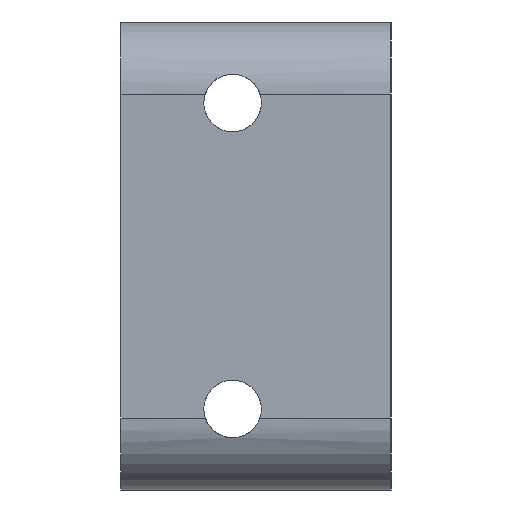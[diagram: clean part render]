
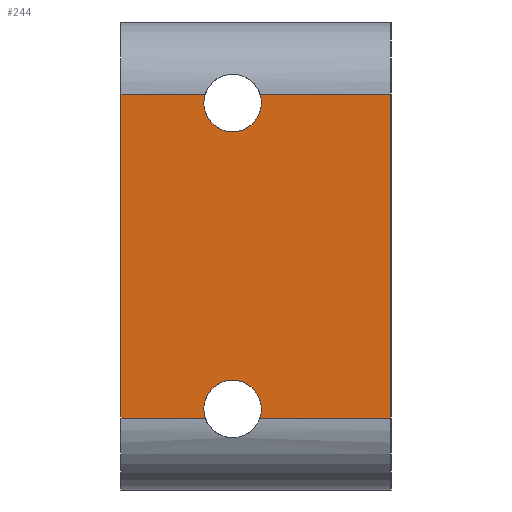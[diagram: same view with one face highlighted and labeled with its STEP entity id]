
A CAD part, left-side view. The second image highlights one B-rep face of the part: STEP entity #244.
In plain terms, the highlighted planar face has unit normal (-1, 0, 0).
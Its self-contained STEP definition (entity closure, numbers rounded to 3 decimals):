
#63 = DIRECTION ( 'NONE',  ( 1., 0., 0. ) ) ;
#70 = EDGE_CURVE ( 'NONE', #1993, #1799, #1118, .T. ) ;
#86 = ORIENTED_EDGE ( 'NONE', *, *, #875, .T. ) ;
#89 = DIRECTION ( 'NONE',  ( 0., 0., 1. ) ) ;
#91 = DIRECTION ( 'NONE',  ( 0., 0., -1. ) ) ;
#94 = VERTEX_POINT ( 'NONE', #1273 ) ;
#132 = CIRCLE ( 'NONE', #1994, 1.6 ) ;
#154 = EDGE_CURVE ( 'NONE', #1961, #94, #1142, .T. ) ;
#163 = ORIENTED_EDGE ( 'NONE', *, *, #1230, .T. ) ;
#164 = CARTESIAN_POINT ( 'NONE',  ( -50., 8.8, 8.5 ) ) ;
#185 = CARTESIAN_POINT ( 'NONE',  ( -50., 15., -9. ) ) ;
#200 = AXIS2_PLACEMENT_3D ( 'NONE', #2179, #1261, #2322 ) ;
#227 = CARTESIAN_POINT ( 'NONE',  ( -50., 15., 9. ) ) ;
#244 = ADVANCED_FACE ( 'NONE', ( #1410 ), #1935, .F. ) ;
#453 = CARTESIAN_POINT ( 'NONE',  ( -50., 0., 9. ) ) ;
#492 = AXIS2_PLACEMENT_3D ( 'NONE', #164, #906, #1649 ) ;
#573 = CARTESIAN_POINT ( 'NONE',  ( -50., 8.8, 6.9 ) ) ;
#701 = VECTOR ( 'NONE', #2236, 1000. ) ;
#722 = VERTEX_POINT ( 'NONE', #1573 ) ;
#733 = VERTEX_POINT ( 'NONE', #453 ) ;
#747 = CARTESIAN_POINT ( 'NONE',  ( -50., 8.8, -6.9 ) ) ;
#758 = VERTEX_POINT ( 'NONE', #2122 ) ;
#772 = VECTOR ( 'NONE', #896, 1000. ) ;
#795 = EDGE_CURVE ( 'NONE', #94, #2235, #1820, .T. ) ;
#819 = LINE ( 'NONE', #1711, #939 ) ;
#851 = VERTEX_POINT ( 'NONE', #747 ) ;
#874 = ORIENTED_EDGE ( 'NONE', *, *, #889, .T. ) ;
#875 = EDGE_CURVE ( 'NONE', #851, #1993, #132, .T. ) ;
#889 = EDGE_CURVE ( 'NONE', #733, #758, #1109, .T. ) ;
#896 = DIRECTION ( 'NONE',  ( 0., 1., 0. ) ) ;
#906 = DIRECTION ( 'NONE',  ( 1., 0., 0. ) ) ;
#907 = ORIENTED_EDGE ( 'NONE', *, *, #1737, .F. ) ;
#908 = DIRECTION ( 'NONE',  ( 1., 0., 0. ) ) ;
#939 = VECTOR ( 'NONE', #1558, 1000. ) ;
#978 = LINE ( 'NONE', #1728, #1894 ) ;
#1026 = VECTOR ( 'NONE', #2171, 1000. ) ;
#1046 = EDGE_CURVE ( 'NONE', #1559, #722, #819, .T. ) ;
#1056 = CIRCLE ( 'NONE', #1325, 1.6 ) ;
#1109 = LINE ( 'NONE', #1686, #1777 ) ;
#1118 = LINE ( 'NONE', #1286, #1026 ) ;
#1142 = CIRCLE ( 'NONE', #492, 1.6 ) ;
#1193 = CARTESIAN_POINT ( 'NONE',  ( -50., 15., -13. ) ) ;
#1230 = EDGE_CURVE ( 'NONE', #758, #1961, #1056, .T. ) ;
#1261 = DIRECTION ( 'NONE',  ( 1., 0., 0. ) ) ;
#1272 = EDGE_LOOP ( 'NONE', ( #1496, #874, #163, #2112, #2271, #907, #1431, #1494, #86, #1295 ) ) ;
#1273 = CARTESIAN_POINT ( 'NONE',  ( -50., 10.32, 9. ) ) ;
#1286 = CARTESIAN_POINT ( 'NONE',  ( -50., 15., -9. ) ) ;
#1288 = DIRECTION ( 'NONE',  ( 0., 0., -1. ) ) ;
#1295 = ORIENTED_EDGE ( 'NONE', *, *, #70, .T. ) ;
#1325 = AXIS2_PLACEMENT_3D ( 'NONE', #1909, #63, #1334 ) ;
#1334 = DIRECTION ( 'NONE',  ( 0., 0., -1. ) ) ;
#1410 = FACE_OUTER_BOUND ( 'NONE', #1272, .T. ) ;
#1427 = CIRCLE ( 'NONE', #200, 1.6 ) ;
#1431 = ORIENTED_EDGE ( 'NONE', *, *, #1046, .T. ) ;
#1460 = EDGE_CURVE ( 'NONE', #722, #851, #1427, .T. ) ;
#1494 = ORIENTED_EDGE ( 'NONE', *, *, #1460, .T. ) ;
#1496 = ORIENTED_EDGE ( 'NONE', *, *, #2185, .T. ) ;
#1532 = CARTESIAN_POINT ( 'NONE',  ( -50., 15., 9. ) ) ;
#1558 = DIRECTION ( 'NONE',  ( 0., -1., 0. ) ) ;
#1559 = VERTEX_POINT ( 'NONE', #185 ) ;
#1573 = CARTESIAN_POINT ( 'NONE',  ( -50., 10.32, -9. ) ) ;
#1649 = DIRECTION ( 'NONE',  ( 0., 0., -1. ) ) ;
#1686 = CARTESIAN_POINT ( 'NONE',  ( -50., 15., 9. ) ) ;
#1691 = CARTESIAN_POINT ( 'NONE',  ( -50., 0., -13. ) ) ;
#1711 = CARTESIAN_POINT ( 'NONE',  ( -50., 15., -9. ) ) ;
#1728 = CARTESIAN_POINT ( 'NONE',  ( -50., 15., -13. ) ) ;
#1730 = DIRECTION ( 'NONE',  ( 1., 0., 0. ) ) ;
#1737 = EDGE_CURVE ( 'NONE', #1559, #2235, #978, .T. ) ;
#1758 = AXIS2_PLACEMENT_3D ( 'NONE', #1193, #1730, #91 ) ;
#1777 = VECTOR ( 'NONE', #2016, 1000. ) ;
#1799 = VERTEX_POINT ( 'NONE', #2300 ) ;
#1820 = LINE ( 'NONE', #227, #772 ) ;
#1894 = VECTOR ( 'NONE', #89, 1000. ) ;
#1909 = CARTESIAN_POINT ( 'NONE',  ( -50., 8.8, 8.5 ) ) ;
#1935 = PLANE ( 'NONE',  #1758 ) ;
#1961 = VERTEX_POINT ( 'NONE', #573 ) ;
#1993 = VERTEX_POINT ( 'NONE', #2202 ) ;
#1994 = AXIS2_PLACEMENT_3D ( 'NONE', #2210, #908, #1288 ) ;
#2009 = LINE ( 'NONE', #1691, #701 ) ;
#2016 = DIRECTION ( 'NONE',  ( 0., 1., 0. ) ) ;
#2112 = ORIENTED_EDGE ( 'NONE', *, *, #154, .T. ) ;
#2122 = CARTESIAN_POINT ( 'NONE',  ( -50., 7.28, 9. ) ) ;
#2171 = DIRECTION ( 'NONE',  ( 0., -1., 0. ) ) ;
#2179 = CARTESIAN_POINT ( 'NONE',  ( -50., 8.8, -8.5 ) ) ;
#2185 = EDGE_CURVE ( 'NONE', #1799, #733, #2009, .T. ) ;
#2202 = CARTESIAN_POINT ( 'NONE',  ( -50., 7.28, -9. ) ) ;
#2210 = CARTESIAN_POINT ( 'NONE',  ( -50., 8.8, -8.5 ) ) ;
#2235 = VERTEX_POINT ( 'NONE', #1532 ) ;
#2236 = DIRECTION ( 'NONE',  ( 0., 0., 1. ) ) ;
#2271 = ORIENTED_EDGE ( 'NONE', *, *, #795, .T. ) ;
#2300 = CARTESIAN_POINT ( 'NONE',  ( -50., 0., -9. ) ) ;
#2322 = DIRECTION ( 'NONE',  ( 0., 0., -1. ) ) ;
